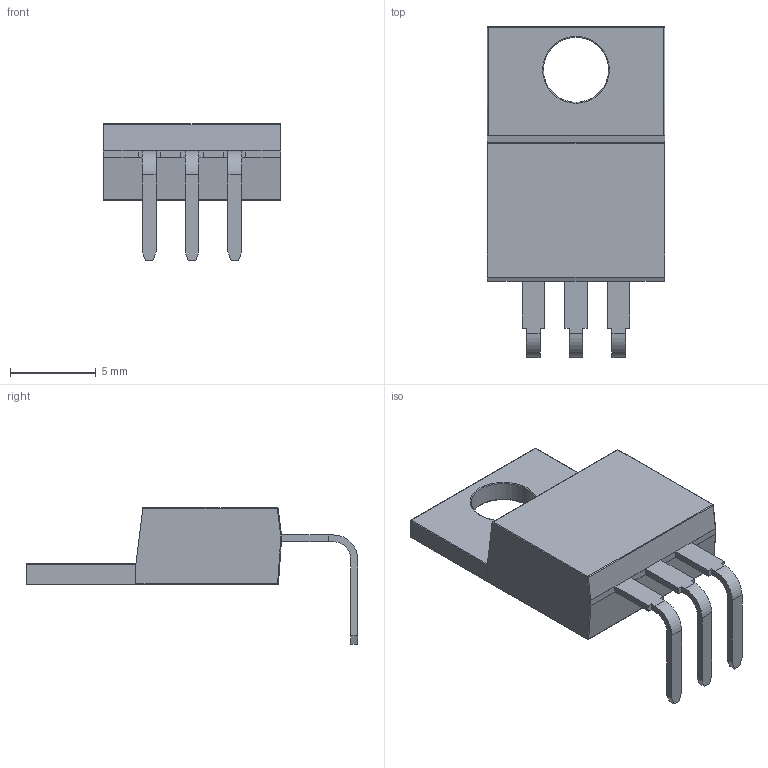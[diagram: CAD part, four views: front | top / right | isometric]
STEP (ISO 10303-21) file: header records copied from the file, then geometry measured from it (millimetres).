
FILE_DESCRIPTION(('FreeCAD Model'),'2;1');
FILE_NAME('TO-220_Horizontal.step' ,'2018-02-24T19:15:18',('kicad StepUp'),('ksu MCAD'), 'Open CASCADE STEP processor 6.8','FreeCAD','Unknown');
FILE_SCHEMA(('AUTOMOTIVE_DESIGN_CC2 { 1 2 10303 214 -1 1 5 4 }'));
Length unit declared in the file: millimetre
Products named in the file (1): TO-220_Horizontal
Bounding box: 10.4 x 19.35 x 8 mm (x, y, z)
Volume: 464.9 mm3; surface area: 553.8 mm2
Topology: 1 solids, 1 shells, 104 faces, 285 edges, 180 vertices
Faces by surface type: plane 62, cylinder 32, sphere 8, torus 2
Full cylindrical faces by diameter (mm): 3.8 x1
Entity records: 3996 total; most frequent: DIRECTION 568, CARTESIAN_POINT 567, ORIENTED_EDGE 564, EDGE_CURVE 282, LINE 206, VECTOR 206, AXIS2_PLACEMENT_3D 181, VERTEX_POINT 180
